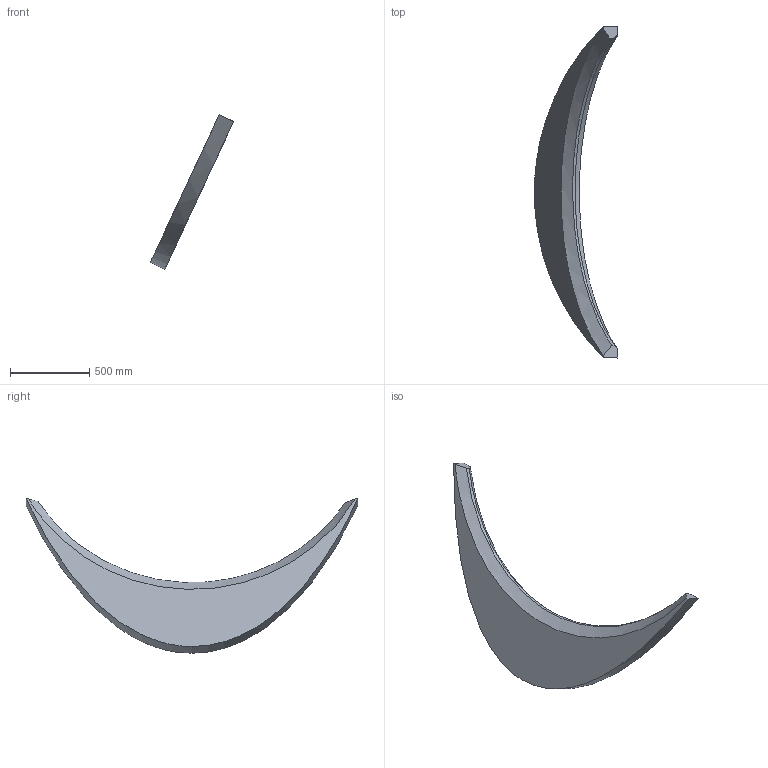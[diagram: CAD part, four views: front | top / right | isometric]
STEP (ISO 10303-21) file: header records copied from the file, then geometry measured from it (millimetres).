
FILE_DESCRIPTION(/* description */ (''),/* implementation_level */ '2;1');
FILE_NAME(/* name */ 'Schablone.stp',/* time_stamp */ '2015-12-11T15:32:22+01:00',/* author */ ('sfl'),/* organization */ (''),/* preprocessor_version */ 'ST-DEVELOPER v16.1',/* originating_system */ 'Autodesk Inventor 2016',/* authorisation */ '');
FILE_SCHEMA (('CONFIG_CONTROL_DESIGN'));
Length unit declared in the file: millimetre
Products named in the file (1): Schablone
Bounding box: 523.98 x 2088.63 x 971.59 mm (x, y, z)
Volume: 67309294.5 mm3; surface area: 1888912.4 mm2
Topology: 1 solids, 1 shells, 9 faces, 69 edges, 110 vertices
Faces by surface type: bspline 4, plane 4, cylinder 1
Entity records: 1029 total; most frequent: CARTESIAN_POINT 604, DIRECTION 76, LINE 50, VECTOR 50, TRIMMED_CURVE 48, ORIENTED_EDGE 42, EDGE_CURVE 21, VERTEX_POINT 14
